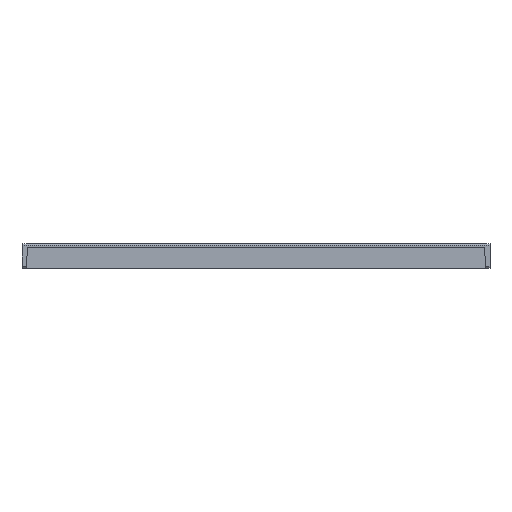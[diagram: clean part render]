
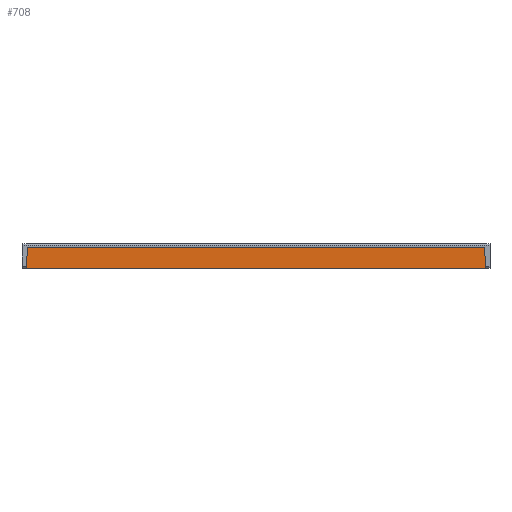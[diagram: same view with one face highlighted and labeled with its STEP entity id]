
A CAD part, top view. The second image highlights one B-rep face of the part: STEP entity #708.
In plain terms, the highlighted planar face has unit normal (0, 0, 1).
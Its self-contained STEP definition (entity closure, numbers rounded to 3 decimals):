
#557=AXIS2_PLACEMENT_3D('Circle Axis2P3D',#555,#556,$) ;
#574=AXIS2_PLACEMENT_3D('Circle Axis2P3D',#572,#573,$) ;
#685=AXIS2_PLACEMENT_3D('Plane Axis2P3D',#682,#683,#684) ;
#171=CARTESIAN_POINT('Line Origine',(33.,0.,27.752)) ;
#175=CARTESIAN_POINT('Vertex',(29.95,0.,27.752)) ;
#177=CARTESIAN_POINT('Vertex',(36.05,0.,27.752)) ;
#180=CARTESIAN_POINT('Line Origine',(26.9,0.,27.752)) ;
#184=CARTESIAN_POINT('Vertex',(23.85,0.,27.752)) ;
#187=CARTESIAN_POINT('Line Origine',(20.8,0.,27.752)) ;
#191=CARTESIAN_POINT('Vertex',(17.75,0.,27.752)) ;
#194=CARTESIAN_POINT('Line Origine',(14.7,0.,27.752)) ;
#198=CARTESIAN_POINT('Vertex',(11.65,0.,27.752)) ;
#201=CARTESIAN_POINT('Line Origine',(8.6,0.,27.752)) ;
#205=CARTESIAN_POINT('Vertex',(5.55,0.,27.752)) ;
#208=CARTESIAN_POINT('Line Origine',(3.025,0.,27.752)) ;
#212=CARTESIAN_POINT('Vertex',(0.5,0.,27.752)) ;
#247=CARTESIAN_POINT('Vertex',(53.3,0.,27.752)) ;
#250=CARTESIAN_POINT('Line Origine',(50.775,0.,27.752)) ;
#254=CARTESIAN_POINT('Vertex',(48.25,0.,27.752)) ;
#257=CARTESIAN_POINT('Line Origine',(45.2,0.,27.752)) ;
#261=CARTESIAN_POINT('Vertex',(42.15,0.,27.752)) ;
#264=CARTESIAN_POINT('Line Origine',(39.1,0.,27.752)) ;
#492=CARTESIAN_POINT('Vertex',(53.184,2.21,27.752)) ;
#495=CARTESIAN_POINT('Line Origine',(53.242,1.105,27.752)) ;
#538=CARTESIAN_POINT('Vertex',(0.816,2.4,27.752)) ;
#552=CARTESIAN_POINT('Vertex',(0.616,2.21,27.752)) ;
#555=CARTESIAN_POINT('Axis2P3D Location',(0.816,2.2,27.752)) ;
#572=CARTESIAN_POINT('Axis2P3D Location',(52.984,2.2,27.752)) ;
#576=CARTESIAN_POINT('Vertex',(52.984,2.4,27.752)) ;
#625=CARTESIAN_POINT('Line Origine',(0.558,1.105,27.752)) ;
#682=CARTESIAN_POINT('Axis2P3D Location',(2.5,1.4,27.752)) ;
#687=CARTESIAN_POINT('Line Origine',(26.9,2.4,27.752)) ;
#172=DIRECTION('Vector Direction',(1.,0.,0.)) ;
#181=DIRECTION('Vector Direction',(1.,0.,0.)) ;
#188=DIRECTION('Vector Direction',(1.,0.,0.)) ;
#195=DIRECTION('Vector Direction',(1.,0.,0.)) ;
#202=DIRECTION('Vector Direction',(1.,0.,0.)) ;
#209=DIRECTION('Vector Direction',(1.,0.,0.)) ;
#251=DIRECTION('Vector Direction',(1.,0.,0.)) ;
#258=DIRECTION('Vector Direction',(1.,0.,0.)) ;
#265=DIRECTION('Vector Direction',(1.,0.,0.)) ;
#496=DIRECTION('Vector Direction',(-0.052,0.999,0.)) ;
#556=DIRECTION('Axis2P3D Direction',(0.,0.,1.)) ;
#573=DIRECTION('Axis2P3D Direction',(0.,0.,-1.)) ;
#626=DIRECTION('Vector Direction',(0.052,0.999,0.)) ;
#683=DIRECTION('Axis2P3D Direction',(0.,0.,1.)) ;
#684=DIRECTION('Axis2P3D XDirection',(1.,0.,0.)) ;
#688=DIRECTION('Vector Direction',(-1.,0.,0.)) ;
#173=VECTOR('Line Direction',#172,1.) ;
#182=VECTOR('Line Direction',#181,1.) ;
#189=VECTOR('Line Direction',#188,1.) ;
#196=VECTOR('Line Direction',#195,1.) ;
#203=VECTOR('Line Direction',#202,1.) ;
#210=VECTOR('Line Direction',#209,1.) ;
#252=VECTOR('Line Direction',#251,1.) ;
#259=VECTOR('Line Direction',#258,1.) ;
#266=VECTOR('Line Direction',#265,1.) ;
#497=VECTOR('Line Direction',#496,1.) ;
#627=VECTOR('Line Direction',#626,1.) ;
#689=VECTOR('Line Direction',#688,1.) ;
#693=ORIENTED_EDGE('',*,*,#179,.T.) ;
#694=ORIENTED_EDGE('',*,*,#268,.T.) ;
#695=ORIENTED_EDGE('',*,*,#263,.T.) ;
#696=ORIENTED_EDGE('',*,*,#256,.T.) ;
#697=ORIENTED_EDGE('',*,*,#499,.F.) ;
#698=ORIENTED_EDGE('',*,*,#578,.F.) ;
#699=ORIENTED_EDGE('',*,*,#691,.F.) ;
#700=ORIENTED_EDGE('',*,*,#559,.T.) ;
#701=ORIENTED_EDGE('',*,*,#629,.T.) ;
#702=ORIENTED_EDGE('',*,*,#214,.T.) ;
#703=ORIENTED_EDGE('',*,*,#207,.T.) ;
#704=ORIENTED_EDGE('',*,*,#200,.T.) ;
#705=ORIENTED_EDGE('',*,*,#193,.T.) ;
#706=ORIENTED_EDGE('',*,*,#186,.T.) ;
#708=ADVANCED_FACE('ZQV_KU',(#707),#686,.T.) ;
#558=CIRCLE('generated circle',#557,0.2) ;
#575=CIRCLE('generated circle',#574,0.2) ;
#179=EDGE_CURVE('',#176,#178,#174,.T.) ;
#186=EDGE_CURVE('',#185,#176,#183,.T.) ;
#193=EDGE_CURVE('',#192,#185,#190,.T.) ;
#200=EDGE_CURVE('',#199,#192,#197,.T.) ;
#207=EDGE_CURVE('',#206,#199,#204,.T.) ;
#214=EDGE_CURVE('',#213,#206,#211,.T.) ;
#256=EDGE_CURVE('',#255,#248,#253,.T.) ;
#263=EDGE_CURVE('',#262,#255,#260,.T.) ;
#268=EDGE_CURVE('',#178,#262,#267,.T.) ;
#499=EDGE_CURVE('',#493,#248,#498,.F.) ;
#559=EDGE_CURVE('',#539,#553,#558,.T.) ;
#578=EDGE_CURVE('',#577,#493,#575,.T.) ;
#629=EDGE_CURVE('',#553,#213,#628,.F.) ;
#691=EDGE_CURVE('',#539,#577,#690,.F.) ;
#692=EDGE_LOOP('',(#693,#694,#695,#696,#697,#698,#699,#700,#701,#702,#703,#704,#705,#706)) ;
#707=FACE_OUTER_BOUND('',#692,.T.) ;
#174=LINE('Line',#171,#173) ;
#183=LINE('Line',#180,#182) ;
#190=LINE('Line',#187,#189) ;
#197=LINE('Line',#194,#196) ;
#204=LINE('Line',#201,#203) ;
#211=LINE('Line',#208,#210) ;
#253=LINE('Line',#250,#252) ;
#260=LINE('Line',#257,#259) ;
#267=LINE('Line',#264,#266) ;
#498=LINE('Line',#495,#497) ;
#628=LINE('Line',#625,#627) ;
#690=LINE('Line',#687,#689) ;
#686=PLANE('',#685) ;
#176=VERTEX_POINT('',#175) ;
#178=VERTEX_POINT('',#177) ;
#185=VERTEX_POINT('',#184) ;
#192=VERTEX_POINT('',#191) ;
#199=VERTEX_POINT('',#198) ;
#206=VERTEX_POINT('',#205) ;
#213=VERTEX_POINT('',#212) ;
#248=VERTEX_POINT('',#247) ;
#255=VERTEX_POINT('',#254) ;
#262=VERTEX_POINT('',#261) ;
#493=VERTEX_POINT('',#492) ;
#539=VERTEX_POINT('',#538) ;
#553=VERTEX_POINT('',#552) ;
#577=VERTEX_POINT('',#576) ;
